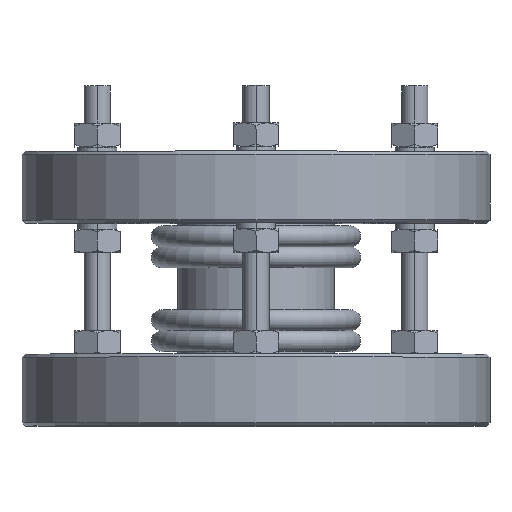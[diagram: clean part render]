
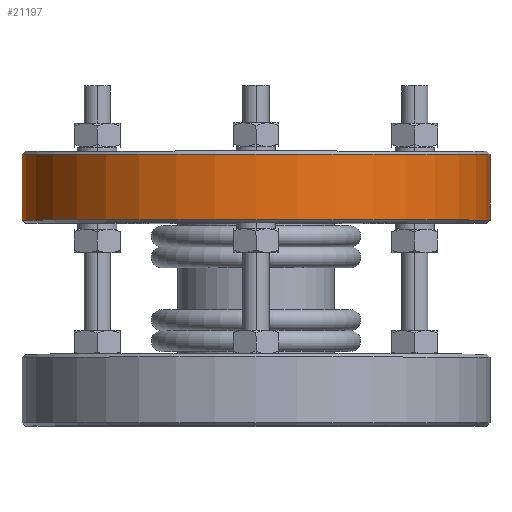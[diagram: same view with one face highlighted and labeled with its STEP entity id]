
A CAD part, top view. The second image highlights one B-rep face of the part: STEP entity #21197.
In plain terms, the highlighted cylindrical face has radius 56.769 mm (diameter 113.538 mm), a partial arc.
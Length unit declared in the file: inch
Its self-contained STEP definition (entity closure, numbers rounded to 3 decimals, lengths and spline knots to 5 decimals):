
#7416 = EDGE_LOOP ( 'NONE', ( #17152, #17156, #17173, #17167 ) ) ;
#12727 = AXIS2_PLACEMENT_3D ( 'NONE', #30645, #30654, #30655 ) ;
#13065 = AXIS2_PLACEMENT_3D ( 'NONE', #21477, #21646, #21400 ) ;
#13144 = EDGE_CURVE ( 'NONE', #37058, #37174, #17351, .T. ) ;
#17152 = ORIENTED_EDGE ( 'NONE', *, *, #25550, .T. ) ;
#17156 = ORIENTED_EDGE ( 'NONE', *, *, #25593, .T. ) ;
#17167 = ORIENTED_EDGE ( 'NONE', *, *, #25629, .F. ) ;
#17173 = ORIENTED_EDGE ( 'NONE', *, *, #13144, .T. ) ;
#17351 = CIRCLE ( 'NONE', #40005, 2.235 ) ;
#17935 = CARTESIAN_POINT ( 'NONE',  ( -2.235, -0.657, 0. ) ) ;
#17978 = CARTESIAN_POINT ( 'NONE',  ( -2.235, -0.03, 0. ) ) ;
#17997 = CARTESIAN_POINT ( 'NONE',  ( 2.235, -0.03, 0. ) ) ;
#18048 = CARTESIAN_POINT ( 'NONE',  ( 2.235, -0.657, 0. ) ) ;
#20666 = VECTOR ( 'NONE', #30865, 39.37008 ) ;
#20746 = VECTOR ( 'NONE', #30777, 39.37008 ) ;
#20747 = LINE ( 'NONE', #30770, #20746 ) ;
#20782 = LINE ( 'NONE', #30864, #20666 ) ;
#21197 = ADVANCED_FACE ( 'NONE', ( #31505 ), #31488, .T. ) ;
#21400 = DIRECTION ( 'NONE',  ( 1., 0., 0. ) ) ;
#21477 = CARTESIAN_POINT ( 'NONE',  ( 0., -1.72525, 0. ) ) ;
#21646 = DIRECTION ( 'NONE',  ( 0., -1., 0. ) ) ;
#25550 = EDGE_CURVE ( 'NONE', #37126, #37101, #37706, .T. ) ;
#25593 = EDGE_CURVE ( 'NONE', #37101, #37058, #20747, .T. ) ;
#25629 = EDGE_CURVE ( 'NONE', #37126, #37174, #20782, .T. ) ;
#29989 = DIRECTION ( 'NONE',  ( -1., 0., 0. ) ) ;
#29998 = DIRECTION ( 'NONE',  ( 0., 1., 0. ) ) ;
#30023 = CARTESIAN_POINT ( 'NONE',  ( 0., -0.657, 0. ) ) ;
#30645 = CARTESIAN_POINT ( 'NONE',  ( 0., -0.03, 0. ) ) ;
#30654 = DIRECTION ( 'NONE',  ( 0., -1., 0. ) ) ;
#30655 = DIRECTION ( 'NONE',  ( 1., 0., 0. ) ) ;
#30770 = CARTESIAN_POINT ( 'NONE',  ( -2.235, -1.72525, 0. ) ) ;
#30777 = DIRECTION ( 'NONE',  ( 0., -1., 0. ) ) ;
#30864 = CARTESIAN_POINT ( 'NONE',  ( 2.235, -1.72525, 0. ) ) ;
#30865 = DIRECTION ( 'NONE',  ( 0., -1., 0. ) ) ;
#31488 = CYLINDRICAL_SURFACE ( 'NONE', #13065, 2.235 ) ;
#31505 = FACE_OUTER_BOUND ( 'NONE', #7416, .T. ) ;
#37058 = VERTEX_POINT ( 'NONE', #17935 ) ;
#37101 = VERTEX_POINT ( 'NONE', #17978 ) ;
#37126 = VERTEX_POINT ( 'NONE', #17997 ) ;
#37174 = VERTEX_POINT ( 'NONE', #18048 ) ;
#37706 = CIRCLE ( 'NONE', #12727, 2.235 ) ;
#40005 = AXIS2_PLACEMENT_3D ( 'NONE', #30023, #29998, #29989 ) ;
